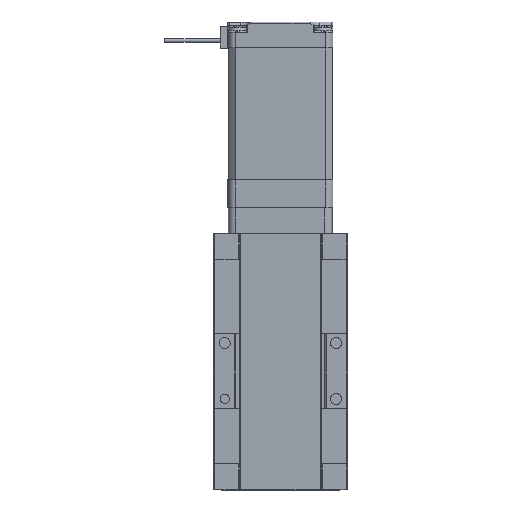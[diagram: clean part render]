
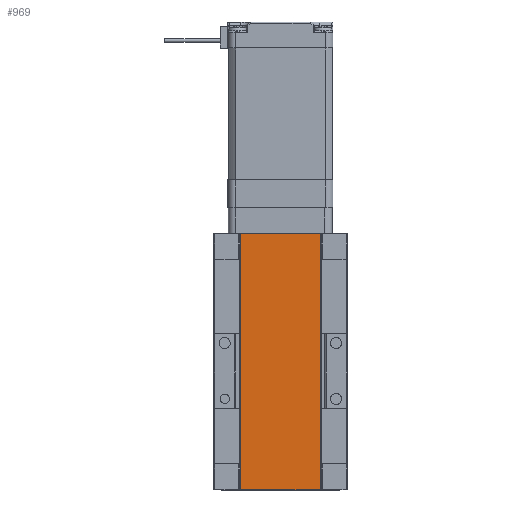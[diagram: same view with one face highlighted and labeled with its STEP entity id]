
A CAD part, top view. The second image highlights one B-rep face of the part: STEP entity #969.
In plain terms, the highlighted planar face has unit normal (0, 0, 1).
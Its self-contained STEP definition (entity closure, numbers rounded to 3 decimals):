
#969 = ADVANCED_FACE( '', ( #2004 ), #2005, .T. );
#2004 = FACE_OUTER_BOUND( '', #3087, .T. );
#2005 = PLANE( '', #3088 );
#3087 = EDGE_LOOP( '', ( #5351, #5352, #5353, #5354 ) );
#3088 = AXIS2_PLACEMENT_3D( '', #5355, #5356, #5357 );
#5351 = ORIENTED_EDGE( '', *, *, #6712, .F. );
#5352 = ORIENTED_EDGE( '', *, *, #6248, .T. );
#5353 = ORIENTED_EDGE( '', *, *, #6838, .T. );
#5354 = ORIENTED_EDGE( '', *, *, #6738, .T. );
#5355 = CARTESIAN_POINT( '', ( -10.7, -131., 18.5 ) );
#5356 = DIRECTION( '', ( 0., 0., 1. ) );
#5357 = DIRECTION( '', ( 1., 0., 0. ) );
#6248 = EDGE_CURVE( '', #7454, #7452, #7455, .T. );
#6712 = EDGE_CURVE( '', #7454, #8137, #8138, .T. );
#6738 = EDGE_CURVE( '', #8170, #8137, #8171, .T. );
#6838 = EDGE_CURVE( '', #7452, #8170, #8288, .T. );
#7452 = VERTEX_POINT( '', #9079 );
#7454 = VERTEX_POINT( '', #9082 );
#7455 = LINE( '', #9083, #9084 );
#8137 = VERTEX_POINT( '', #10018 );
#8138 = LINE( '', #10019, #10020 );
#8170 = VERTEX_POINT( '', #10063 );
#8171 = LINE( '', #10064, #10065 );
#8288 = LINE( '', #10222, #10223 );
#9079 = CARTESIAN_POINT( '', ( 10.7, -62., 18.5 ) );
#9082 = CARTESIAN_POINT( '', ( -10.7, -62., 18.5 ) );
#9083 = CARTESIAN_POINT( '', ( -10.7, -62., 18.5 ) );
#9084 = VECTOR( '', #10777, 1000. );
#10018 = CARTESIAN_POINT( '', ( -10.7, 7., 18.5 ) );
#10019 = CARTESIAN_POINT( '', ( -10.7, -131., 18.5 ) );
#10020 = VECTOR( '', #11342, 1000. );
#10063 = CARTESIAN_POINT( '', ( 10.7, 7., 18.5 ) );
#10064 = CARTESIAN_POINT( '', ( -10.7, 7., 18.5 ) );
#10065 = VECTOR( '', #11369, 1000. );
#10222 = CARTESIAN_POINT( '', ( 10.7, -131., 18.5 ) );
#10223 = VECTOR( '', #11458, 1000. );
#10777 = DIRECTION( '', ( 1., 0., 0. ) );
#11342 = DIRECTION( '', ( 0., 1., 0. ) );
#11369 = DIRECTION( '', ( -1., 0., 0. ) );
#11458 = DIRECTION( '', ( 0., 1., 0. ) );
